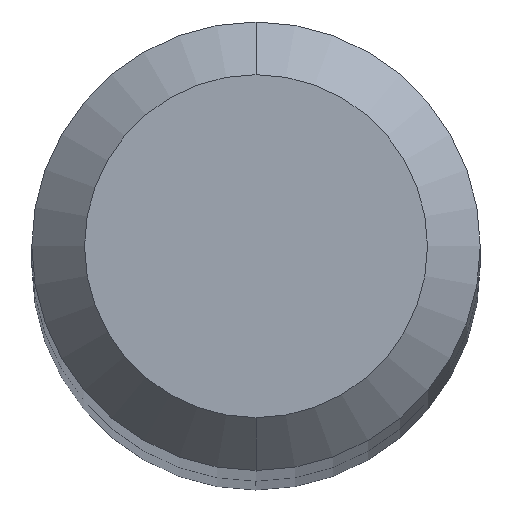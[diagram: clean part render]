
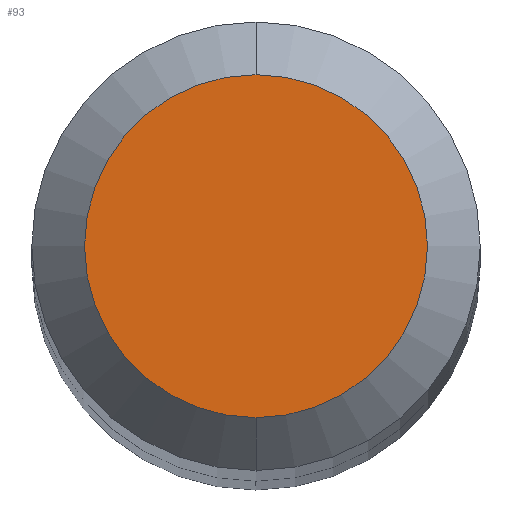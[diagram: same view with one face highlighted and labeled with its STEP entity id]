
A CAD part, top view. The second image highlights one B-rep face of the part: STEP entity #93.
In plain terms, the highlighted planar face has unit normal (0, 0, 1).
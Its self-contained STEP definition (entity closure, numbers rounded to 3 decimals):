
#5 = VERTEX_POINT ( 'NONE', #78 ) ;
#19 = DIRECTION ( 'NONE',  ( 0., 1., 0. ) ) ;
#31 = DIRECTION ( 'NONE',  ( 0., 0., -1. ) ) ;
#32 = VERTEX_POINT ( 'NONE', #158 ) ;
#55 = EDGE_LOOP ( 'NONE', ( #106, #240 ) ) ;
#60 = CARTESIAN_POINT ( 'NONE',  ( 0., 0., 43. ) ) ;
#71 = AXIS2_PLACEMENT_3D ( 'NONE', #60, #31, #110 ) ;
#78 = CARTESIAN_POINT ( 'NONE',  ( 0., -0.65, 43. ) ) ;
#92 = CARTESIAN_POINT ( 'NONE',  ( 0., 0., 43. ) ) ;
#93 = ADVANCED_FACE ( 'NONE', ( #278 ), #133, .F. ) ;
#100 = EDGE_CURVE ( 'NONE', #5, #32, #112, .T. ) ;
#106 = ORIENTED_EDGE ( 'NONE', *, *, #256, .F. ) ;
#110 = DIRECTION ( 'NONE',  ( 0., 1., 0. ) ) ;
#112 = CIRCLE ( 'NONE', #303, 0.65 ) ;
#121 = CIRCLE ( 'NONE', #308, 0.65 ) ;
#133 = PLANE ( 'NONE',  #71 ) ;
#158 = CARTESIAN_POINT ( 'NONE',  ( 0., 0.65, 43. ) ) ;
#162 = DIRECTION ( 'NONE',  ( 0., 0., -1. ) ) ;
#218 = CARTESIAN_POINT ( 'NONE',  ( 0., 0., 43. ) ) ;
#240 = ORIENTED_EDGE ( 'NONE', *, *, #100, .F. ) ;
#254 = DIRECTION ( 'NONE',  ( 0., 0., -1. ) ) ;
#256 = EDGE_CURVE ( 'NONE', #32, #5, #121, .T. ) ;
#278 = FACE_OUTER_BOUND ( 'NONE', #55, .T. ) ;
#296 = DIRECTION ( 'NONE',  ( 0., 1., 0. ) ) ;
#303 = AXIS2_PLACEMENT_3D ( 'NONE', #218, #162, #296 ) ;
#308 = AXIS2_PLACEMENT_3D ( 'NONE', #92, #254, #19 ) ;
